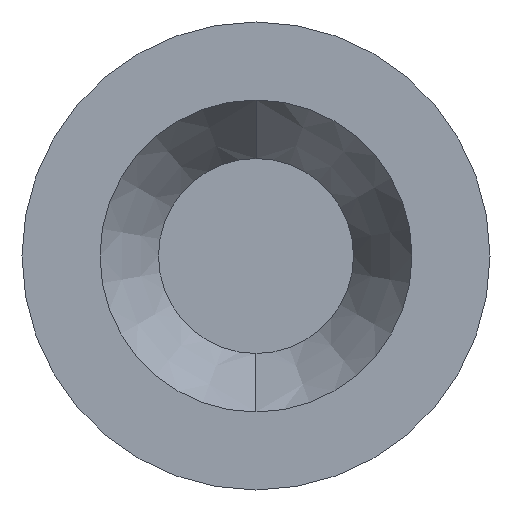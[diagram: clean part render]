
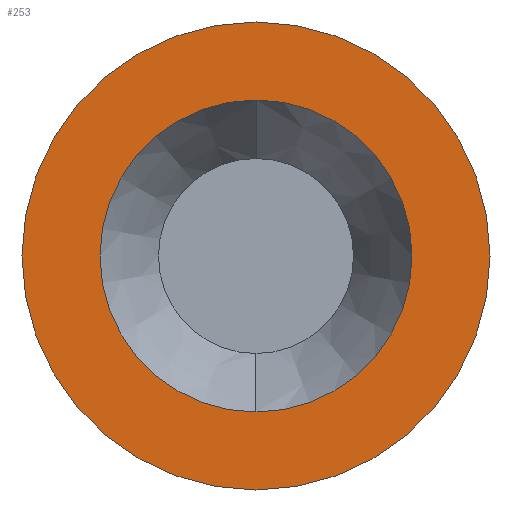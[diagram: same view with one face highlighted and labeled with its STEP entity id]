
A CAD part, left-side view. The second image highlights one B-rep face of the part: STEP entity #253.
In plain terms, the highlighted planar face has unit normal (-1, 0, 0).
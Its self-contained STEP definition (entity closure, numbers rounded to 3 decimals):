
#3 = AXIS2_PLACEMENT_3D ( 'NONE', #215, #394, #5 ) ;
#5 = DIRECTION ( 'NONE',  ( 0., 0., 1. ) ) ;
#7 = DIRECTION ( 'NONE',  ( 0., 0., -1. ) ) ;
#46 = PLANE ( 'NONE',  #466 ) ;
#65 = CIRCLE ( 'NONE', #382, 0.6 ) ;
#86 = DIRECTION ( 'NONE',  ( 0., 0., 1. ) ) ;
#87 = CARTESIAN_POINT ( 'NONE',  ( 0., 0., 0.9 ) ) ;
#91 = DIRECTION ( 'NONE',  ( -1., 0., 0. ) ) ;
#103 = DIRECTION ( 'NONE',  ( -1., 0., 0. ) ) ;
#112 = EDGE_LOOP ( 'NONE', ( #546, #351 ) ) ;
#114 = EDGE_LOOP ( 'NONE', ( #261, #154 ) ) ;
#115 = EDGE_CURVE ( 'NONE', #293, #500, #338, .T. ) ;
#126 = CARTESIAN_POINT ( 'NONE',  ( 0., 0., -0.9 ) ) ;
#154 = ORIENTED_EDGE ( 'NONE', *, *, #459, .T. ) ;
#166 = AXIS2_PLACEMENT_3D ( 'NONE', #305, #472, #86 ) ;
#215 = CARTESIAN_POINT ( 'NONE',  ( 0., 0., 0. ) ) ;
#216 = CARTESIAN_POINT ( 'NONE',  ( 0., 0., 0. ) ) ;
#245 = VERTEX_POINT ( 'NONE', #126 ) ;
#250 = VERTEX_POINT ( 'NONE', #87 ) ;
#251 = CIRCLE ( 'NONE', #3, 0.9 ) ;
#253 = ADVANCED_FACE ( 'NONE', ( #260, #429 ), #46, .F. ) ;
#260 = FACE_BOUND ( 'NONE', #112, .T. ) ;
#261 = ORIENTED_EDGE ( 'NONE', *, *, #471, .T. ) ;
#265 = DIRECTION ( 'NONE',  ( 0., 0., 1. ) ) ;
#279 = DIRECTION ( 'NONE',  ( 0., 0., 1. ) ) ;
#293 = VERTEX_POINT ( 'NONE', #540 ) ;
#305 = CARTESIAN_POINT ( 'NONE',  ( 0., 0., 0. ) ) ;
#338 = CIRCLE ( 'NONE', #514, 0.6 ) ;
#351 = ORIENTED_EDGE ( 'NONE', *, *, #115, .F. ) ;
#382 = AXIS2_PLACEMENT_3D ( 'NONE', #479, #91, #265 ) ;
#394 = DIRECTION ( 'NONE',  ( -1., 0., 0. ) ) ;
#395 = DIRECTION ( 'NONE',  ( 1., 0., 0. ) ) ;
#420 = CIRCLE ( 'NONE', #166, 0.9 ) ;
#429 = FACE_OUTER_BOUND ( 'NONE', #114, .T. ) ;
#459 = EDGE_CURVE ( 'NONE', #245, #250, #420, .T. ) ;
#466 = AXIS2_PLACEMENT_3D ( 'NONE', #216, #395, #7 ) ;
#471 = EDGE_CURVE ( 'NONE', #250, #245, #251, .T. ) ;
#472 = DIRECTION ( 'NONE',  ( -1., 0., 0. ) ) ;
#475 = CARTESIAN_POINT ( 'NONE',  ( 0., 0., 0.6 ) ) ;
#479 = CARTESIAN_POINT ( 'NONE',  ( 0., 0., 0. ) ) ;
#489 = CARTESIAN_POINT ( 'NONE',  ( 0., 0., 0. ) ) ;
#500 = VERTEX_POINT ( 'NONE', #475 ) ;
#514 = AXIS2_PLACEMENT_3D ( 'NONE', #489, #103, #279 ) ;
#533 = EDGE_CURVE ( 'NONE', #500, #293, #65, .T. ) ;
#540 = CARTESIAN_POINT ( 'NONE',  ( 0., 0., -0.6 ) ) ;
#546 = ORIENTED_EDGE ( 'NONE', *, *, #533, .F. ) ;
